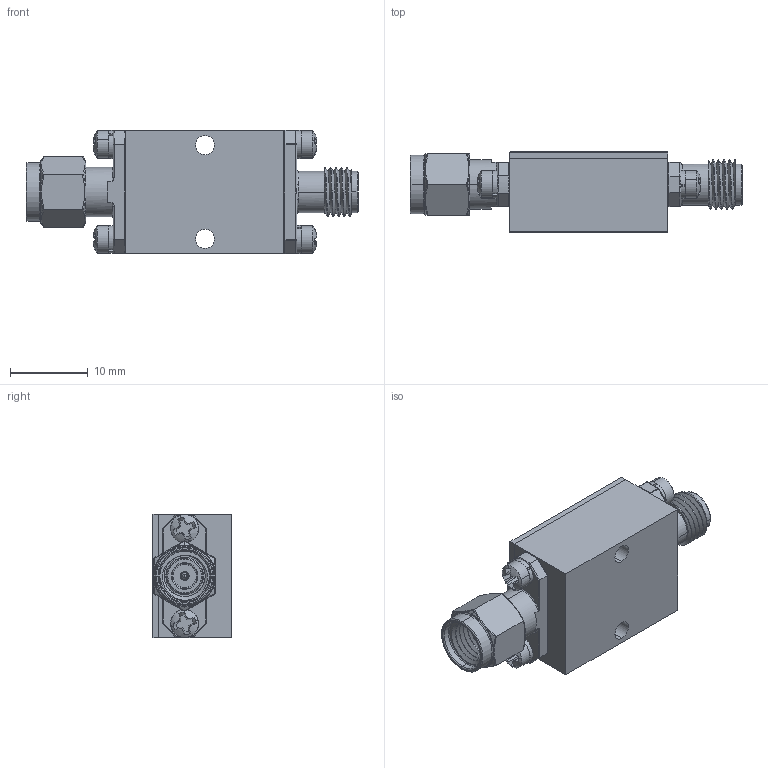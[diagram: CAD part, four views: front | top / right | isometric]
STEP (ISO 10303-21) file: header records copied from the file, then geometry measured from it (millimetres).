
FILE_DESCRIPTION (( 'STEP AP214' ), '1' );
FILE_NAME ('26947080 - Final Assembly MDL.STEP', '2024-01-31T21:27:25', ( '' ), ( '' ), 'SwSTEP 2.0', 'SolidWorks 2023', '' );
FILE_SCHEMA (( 'AUTOMOTIVE_DESIGN' ));
Length unit declared in the file: inch
Products named in the file (1): 26947080 - Final Assembly MDL
Bounding box: 42.7 x 10.29 x 15.88 mm (x, y, z)
Volume: 3860.9 mm3; surface area: 5783.4 mm2
Topology: 64 solids, 64 shells, 2290 faces, 7158 edges, 5179 vertices
Faces by surface type: plane 1242, cylinder 408, bspline 258, cone 188, torus 144, sphere 50
Entity records: 96292 total; most frequent: CARTESIAN_POINT 32624, ORIENTED_EDGE 14100, DIRECTION 11523, EDGE_CURVE 7050, VERTEX_POINT 5175, LINE 4553, VECTOR 4553, AXIS2_PLACEMENT_3D 3485
